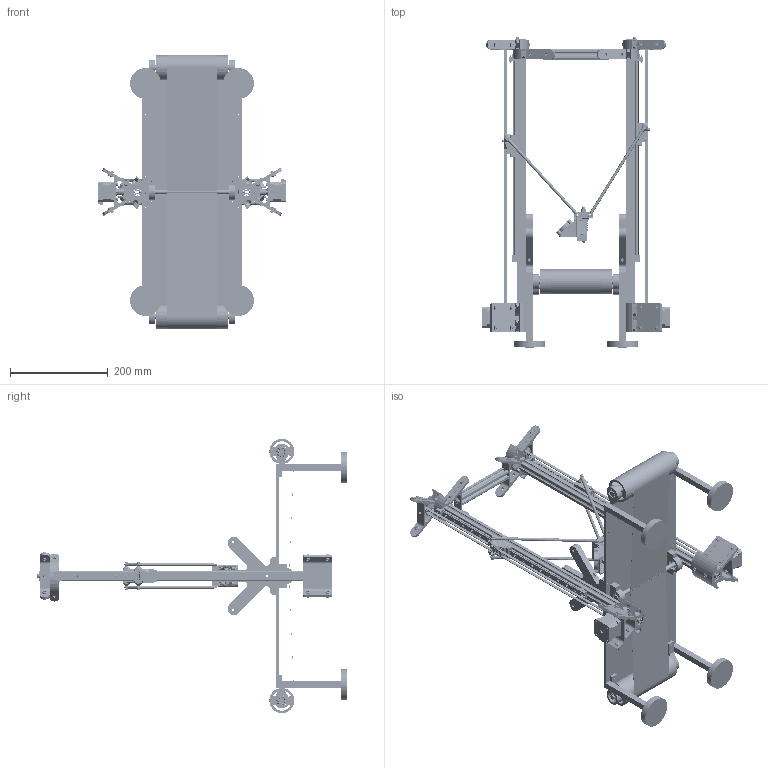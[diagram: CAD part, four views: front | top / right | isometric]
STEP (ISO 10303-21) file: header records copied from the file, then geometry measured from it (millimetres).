
FILE_DESCRIPTION(/* description */ (''),/* implementation_level */ '2;1');
FILE_NAME(/* name */ 'WORKHORSE_MK3.stp',/* time_stamp */ '2018-07-15T23:12:14-04:00',/* author */ ('epicstudent03'),/* organization */ (''),/* preprocessor_version */ 'ST-DEVELOPER v16.5',/* originating_system */ 'Autodesk Inventor 2017',/* authorisation */ '');
FILE_SCHEMA (('AUTOMOTIVE_DESIGN { 1 0 10303 214 3 1 1 }'));
Products named in the file (56): WORKHORSE_MK3; BASE_PLATE; middleRodHolder; ARM_MOUNT; END_BEARING_BLOCK; Kossel ass-01; m4 nut; OMRON-SS; MP1872-Stepper_Motor_NEMA17; Kossel-parts001; 20x20x600; m4x20 socket screw; F623ZZ; HI_r_SSEBLT13-396; endstop sw; m4x10 socket screw; Gasket id4.2; m5x10 button screw; frame_motor 2020sw; m3x30 socket screw; 1164mm GT2 belt; m3 t-slot; M3x8 socket screw; m5 t-slot; bearing; .375x7_ALUMINUM_ROD; ROLLER; STAND; HEAT_BED; Traxxas 5347 on 180mm Carbon tube; 180mm Carbon tube; M4X30 set screw; Traxxas 5347; carriage ass-01sw; 5347 Hollow Balls; m3 nut; carriage sw; m3x16 socket screw; m3x10 socket screw; m3x20 socket screw ...
Assembly tree (165 placements, depth 4):
  WORKHORSE_MK3
    BASE_PLATE
    middleRodHolder  x2
    END_BEARING_BLOCK  x4
    Kossel ass-01  x2
      F623ZZ
      m3 t-slot
      M3x8 socket screw
      m4 nut
      m5 t-slot
      OMRON-SS
      MP1872-Stepper_Motor_NEMA17
      m3 nut
      Kossel-parts001
      20x20x600
      m4x20 socket screw
      m5x10 button screw
      HI_r_SSEBLT13-396
      m4x10 socket screw
      endstop sw
      frame_top 2020sw
      Gasket id4.2
      frame_motor 2020sw
      m3x30 socket screw
      1164mm GT2 belt
    ARM_MOUNT  x2
    bearing  x6
    .375x7_ALUMINUM_ROD  x3
    ROLLER  x2
    STAND  x4
    HEAT_BED  x2
    carriage ass-01sw  x2
      5347 Hollow Balls
      m3 nut
      m3x20 socket screw
      m3x10 socket screw
      m3x16 socket screw
      carriage sw
      HI_b_SSEBT13
    Traxxas 5347 on 180mm Carbon tube  x4
      180mm Carbon tube
      M4X30 set screw
      Traxxas 5347
    EXTRUDER_BLOCK
    frame_top 2020sw  x2
    20x20x240
    Flat_Mount  x4
    hot-end-nozzle
      m3x10 socket screw_1  x8
      Brushless_DC_Fan_2
        Brushless_DC_Fan
        Brushless_DC_Fan_1
      nozzle_Default
      hotend_fan 4cm
      KQB2H04-M5_2_14a
      hotend_fan sw
      peek insulator-barrel
    conveyor_bolt
Bounding box: 384.85 x 636.26 x 561.18 mm (x, y, z)
Volume: 2493349.8 mm3; surface area: 1362433.3 mm2
Topology: 316 solids, 316 shells, 6039 faces, 14814 edges, 9705 vertices
Faces by surface type: plane 3804, cylinder 1552, cone 328, bspline 196, sphere 86, torus 73
Full cylindrical faces by diameter (mm): 0.4 x1, 2 x8, 2.35 x2, 2.4 x49, 2.5 x12, 2.6 x6, 3 x99, 3.2 x8, 3.3 x4, 3.302 x24, 3.4 x18, 3.5 x44, 4 x67, 4.2 x40, 4.318 x4, 4.366 x12, 4.496 x16, 4.6 x8, 4.978 x8, 5 x56, 5.5 x58, 5.6 x36, 5.9 x1, 6 x78, 6.35 x1, 6.756 x4, 6.858 x14, 7 x13, 7.2 x1, 7.4 x1
Entity records: 62997 total; most frequent: CARTESIAN_POINT 15855, DIRECTION 9406, ORIENTED_EDGE 8708, EDGE_CURVE 4354, AXIS2_PLACEMENT_3D 3286, VERTEX_POINT 3030, LINE 2834, VECTOR 2834
